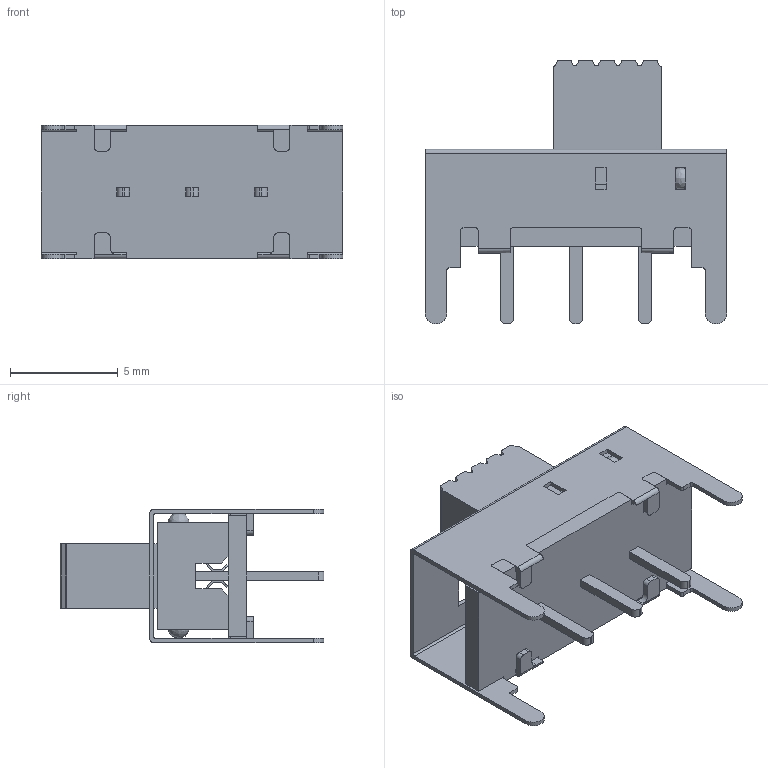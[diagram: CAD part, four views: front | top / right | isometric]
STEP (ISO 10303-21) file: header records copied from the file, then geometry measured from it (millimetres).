
FILE_DESCRIPTION (( 'STEP AP214' ), '1' );
FILE_NAME ('User Library-SLB12804.STEP', '2020-03-05T13:09:30', ( '' ), ( '' ), 'SwSTEP 2.0', 'SolidWorks 2019', '' );
FILE_SCHEMA (( 'AUTOMOTIVE_DESIGN' ));
Length unit declared in the file: centimetre
Products named in the file (7): User Library-SLB12804; PCB; Geh_X_E4use; Kontakt; Schieber; PIN; Fangkugeln
Assembly tree (9 placements, depth 2):
  User Library-SLB12804
    PCB
    Kontakt
    Schieber
    Fangkugeln  x2
    Geh_X_E4use
    PIN  x3
Bounding box: 14 x 12.25 x 6.2 mm (x, y, z)
Volume: 304.7 mm3; surface area: 1049.8 mm2
Topology: 9 solids, 9 shells, 351 faces, 1004 edges, 664 vertices
Faces by surface type: plane 257, cylinder 90, bspline 4
Entity records: 14515 total; most frequent: CARTESIAN_POINT 1987, ORIENTED_EDGE 1868, DIRECTION 1738, EDGE_CURVE 934, VECTOR 760, LINE 760, VERTEX_POINT 622, AXIS2_PLACEMENT_3D 489
